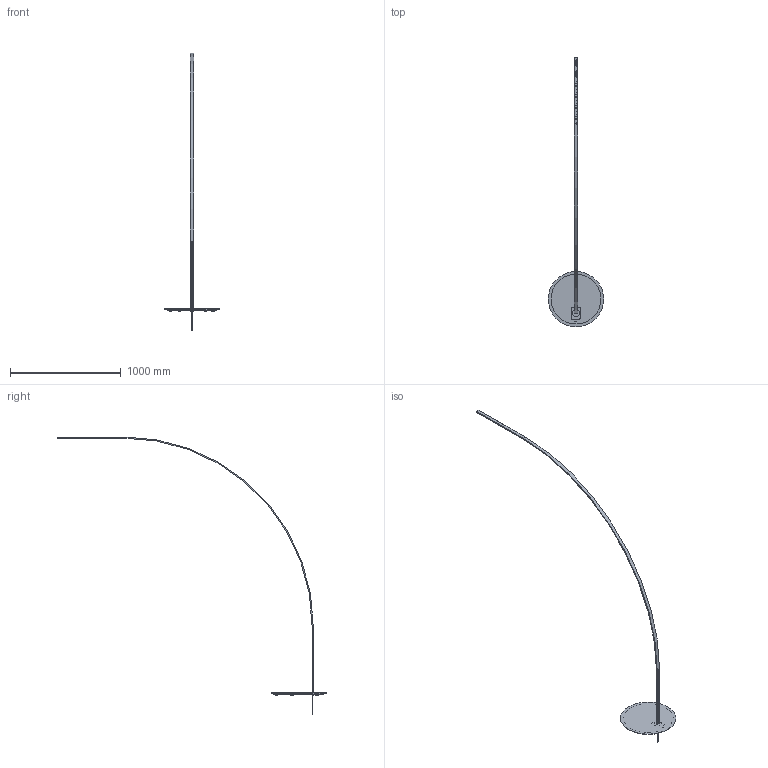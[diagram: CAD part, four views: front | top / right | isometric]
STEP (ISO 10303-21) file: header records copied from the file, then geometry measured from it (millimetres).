
FILE_DESCRIPTION(/* description */ (''),/* implementation_level */ '2;1');
FILE_NAME(/* name */ 'F414330xxxxxWL.stp',/* time_stamp */ '2020-01-15T15:30:15+01:00',/* author */ ('sghezzi'),/* organization */ (''),/* preprocessor_version */ 'ST-DEVELOPER v17.2',/* originating_system */ 'Autodesk Inventor 2019',/* authorisation */ '');
FILE_SCHEMA (('AUTOMOTIVE_DESIGN { 1 0 10303 214 3 1 1 }'));
Length unit declared in the file: millimetre
Products named in the file (18): F414330xxxxxWL; 4143; 005411310; 2; CSN EN ISO 7046-2 Z M3x4 - 8.8 - Z; 007414310; staffa alluminio; 003411300; schermo; Piede-versione02; pernom8; BASE4143; 007414359; sottobase-1; 006542902_BLOCCACAVO_5922-3-16_2FORI_D3_NyBi; 003500900_BUMPON_D22H10_col_SJ5009_BLACK; disco; AS 1474 - Metrico M8
Assembly tree (30 placements, depth 4):
  F414330xxxxxWL
    4143
      005411310  x2
        2
        CSN EN ISO 7046-2 Z M3x4 - 8.8 - Z
      007414310
      staffa alluminio
      003411300  x6
      schermo
    Piede-versione02
    pernom8  x2
    BASE4143
      007414359
      sottobase-1
      006542902_BLOCCACAVO_5922-3-16_2FORI_D3_NyBi
      003500900_BUMPON_D22H10_col_SJ5009_BLACK  x5
      disco
    AS 1474 - Metrico M8  x2
Bounding box: 500 x 2429 x 2509 mm (x, y, z)
Surface area: 1159904 mm2 (no closed solid volume)
Topology: 0 solids, 467 shells, 467 faces, 2204 edges, 2136 vertices
Faces by surface type: plane 352, cylinder 85, cone 19, torus 9, bspline 2
Full cylindrical faces by diameter (mm): 3 x8, 3.1 x2, 4 x4, 5 x3, 5.5 x4, 6.647 x4, 8 x7, 8.2 x4, 22 x5, 65 x1, 450 x1, 500 x1
Entity records: 16441 total; most frequent: CARTESIAN_POINT 4121, DIRECTION 2339, ORIENTED_EDGE 1415, EDGE_CURVE 1381, VERTEX_POINT 1349, LINE 1035, VECTOR 1035, AXIS2_PLACEMENT_3D 652
